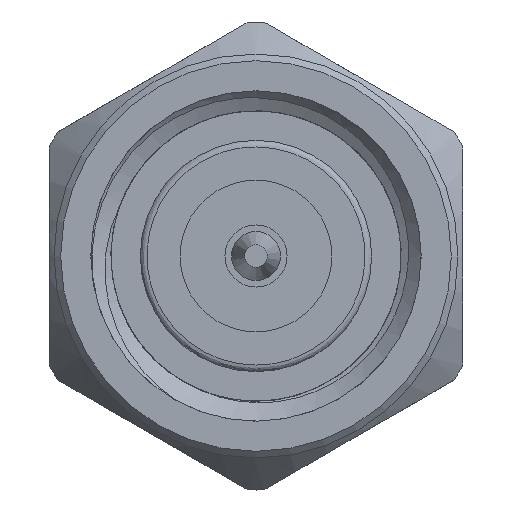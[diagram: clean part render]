
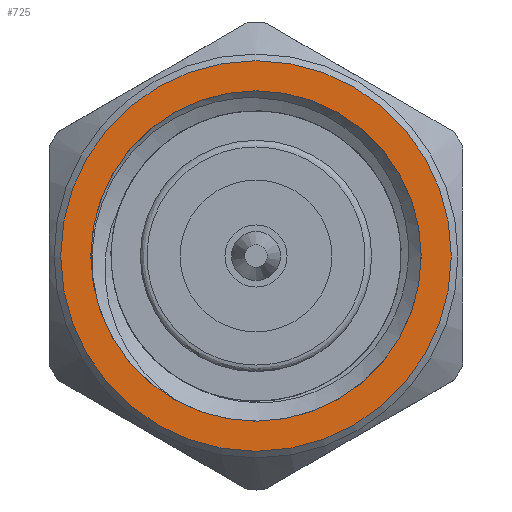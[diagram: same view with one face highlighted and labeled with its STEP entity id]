
A CAD part, front view. The second image highlights one B-rep face of the part: STEP entity #725.
In plain terms, the highlighted planar face has unit normal (0, -1, 0).
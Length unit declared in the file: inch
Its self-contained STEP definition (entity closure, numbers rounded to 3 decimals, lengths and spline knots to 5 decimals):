
#204 = CARTESIAN_POINT ( 'NONE',  ( 0., -0.921, 0. ) ) ;
#214 = EDGE_CURVE ( 'NONE', #5641, #5641, #3494, .T. ) ;
#552 = CIRCLE ( 'NONE', #3774, 0.14779 ) ;
#626 = DIRECTION ( 'NONE',  ( 0., 0., 1. ) ) ;
#725 = ADVANCED_FACE ( 'NONE', ( #4848, #1044 ), #2677, .F. ) ;
#734 = DIRECTION ( 'NONE',  ( 0., 1., 0. ) ) ;
#1044 = FACE_BOUND ( 'NONE', #1897, .T. ) ;
#1410 = DIRECTION ( 'NONE',  ( 0., 1., 0. ) ) ;
#1519 = DIRECTION ( 'NONE',  ( 0., 1., 0. ) ) ;
#1541 = EDGE_CURVE ( 'NONE', #4317, #4317, #552, .T. ) ;
#1787 = EDGE_LOOP ( 'NONE', ( #3084 ) ) ;
#1897 = EDGE_LOOP ( 'NONE', ( #5560 ) ) ;
#2134 = CARTESIAN_POINT ( 'NONE',  ( 0., -0.921, 0.125 ) ) ;
#2293 = CARTESIAN_POINT ( 'NONE',  ( 0., -0.921, 0. ) ) ;
#2478 = CARTESIAN_POINT ( 'NONE',  ( 0., -0.921, -0.14779 ) ) ;
#2677 = PLANE ( 'NONE',  #4310 ) ;
#2868 = DIRECTION ( 'NONE',  ( 0., 0., -1. ) ) ;
#3084 = ORIENTED_EDGE ( 'NONE', *, *, #1541, .F. ) ;
#3207 = DIRECTION ( 'NONE',  ( 0., 0., -1. ) ) ;
#3225 = CARTESIAN_POINT ( 'NONE',  ( 0., -0.921, 0. ) ) ;
#3494 = CIRCLE ( 'NONE', #5041, 0.125 ) ;
#3774 = AXIS2_PLACEMENT_3D ( 'NONE', #204, #734, #2868 ) ;
#4310 = AXIS2_PLACEMENT_3D ( 'NONE', #2293, #1410, #3207 ) ;
#4317 = VERTEX_POINT ( 'NONE', #2478 ) ;
#4848 = FACE_OUTER_BOUND ( 'NONE', #1787, .T. ) ;
#5041 = AXIS2_PLACEMENT_3D ( 'NONE', #3225, #1519, #626 ) ;
#5560 = ORIENTED_EDGE ( 'NONE', *, *, #214, .T. ) ;
#5641 = VERTEX_POINT ( 'NONE', #2134 ) ;
